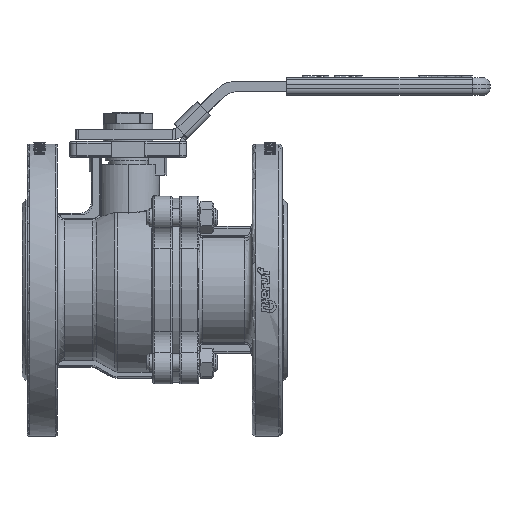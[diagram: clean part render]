
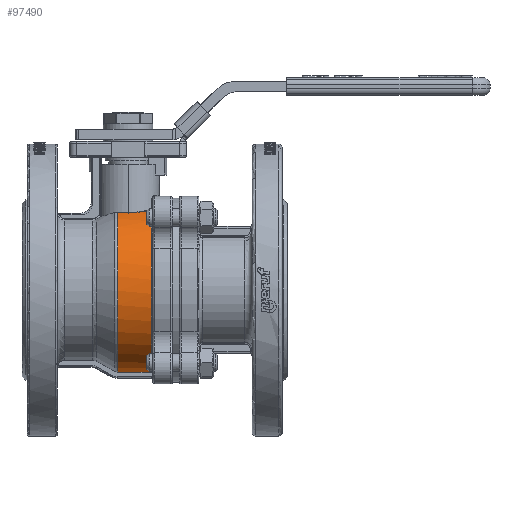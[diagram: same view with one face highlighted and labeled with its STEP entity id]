
A CAD part, front view. The second image highlights one B-rep face of the part: STEP entity #97490.
In plain terms, the highlighted cylindrical face has radius 47 mm (diameter 94 mm), a partial arc.
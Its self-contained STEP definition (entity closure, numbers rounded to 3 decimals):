
#92886=CARTESIAN_POINT('',(-5.986,-16.657,43.949));
#92887=VERTEX_POINT('',#92886);
#92915=CARTESIAN_POINT('',(13.,-12.082,45.421));
#92916=VERTEX_POINT('',#92915);
#92917=CARTESIAN_POINT('',(-5.986,-16.657,43.949));
#92918=CARTESIAN_POINT('',(-4.363,-17.232,43.731));
#92919=CARTESIAN_POINT('',(-2.644,-17.575,43.59));
#92920=CARTESIAN_POINT('',(-0.911,-17.664,43.554));
#92921=CARTESIAN_POINT('',(0.823,-17.753,43.518));
#92922=CARTESIAN_POINT('',(2.572,-17.584,43.589));
#92923=CARTESIAN_POINT('',(4.252,-17.174,43.75));
#92924=CARTESIAN_POINT('',(5.092,-16.97,43.83));
#92925=CARTESIAN_POINT('',(5.915,-16.705,43.933));
#92926=CARTESIAN_POINT('',(6.71,-16.382,44.052));
#92927=CARTESIAN_POINT('',(7.506,-16.06,44.172));
#92928=CARTESIAN_POINT('',(8.276,-15.681,44.309));
#92929=CARTESIAN_POINT('',(9.014,-15.25,44.457));
#92930=CARTESIAN_POINT('',(10.489,-14.388,44.753));
#92931=CARTESIAN_POINT('',(11.835,-13.319,45.091));
#92932=CARTESIAN_POINT('',(13.,-12.082,45.421));
#92933=B_SPLINE_CURVE_WITH_KNOTS('',3,(#92917,#92918,#92919,#92920,#92921,#92922,#92923,#92924,#92925,#92926,#92927,#92928,#92929,#92930,#92931,#92932),.UNSPECIFIED.,.F.,.F.,(4,3,3,3,3,4),(-2.084,-1.563,-1.042,-0.782,-0.521,-0.),.UNSPECIFIED.);
#92934=EDGE_CURVE('',#92887,#92916,#92933,.T.);
#97458=CARTESIAN_POINT('',(25.,0.,-0.));
#97459=DIRECTION('',(-1.,0.,-0.));
#97460=DIRECTION('',(-0.,0.,1.));
#97461=AXIS2_PLACEMENT_3D('',#97458,#97459,#97460);
#97462=CYLINDRICAL_SURFACE('',#97461,47.);
#97463=CARTESIAN_POINT('',(-5.986,-8.,-46.314));
#97464=VERTEX_POINT('',#97463);
#97465=CARTESIAN_POINT('',(-5.986,0.,-0.));
#97466=DIRECTION('',(-1.,0.,-0.));
#97467=DIRECTION('',(-0.,0.,1.));
#97468=AXIS2_PLACEMENT_3D('',#97465,#97466,#97467);
#97469=CIRCLE('',#97468,47.);
#97470=EDGE_CURVE('',#97464,#92887,#97469,.T.);
#97471=ORIENTED_EDGE('',*,*,#97470,.F.);
#97472=CARTESIAN_POINT('',(13.,-8.,-46.314));
#97473=VERTEX_POINT('',#97472);
#97474=CARTESIAN_POINT('',(-5.986,-8.,-46.314));
#97475=DIRECTION('',(1.,-0.,0.));
#97476=VECTOR('',#97475,18.986);
#97477=LINE('',#97474,#97476);
#97478=EDGE_CURVE('',#97464,#97473,#97477,.T.);
#97479=ORIENTED_EDGE('',*,*,#97478,.T.);
#97480=CARTESIAN_POINT('',(13.,0.,-0.));
#97481=DIRECTION('',(1.,-0.,0.));
#97482=DIRECTION('',(-0.,0.,1.));
#97483=AXIS2_PLACEMENT_3D('',#97480,#97481,#97482);
#97484=CIRCLE('',#97483,47.);
#97485=EDGE_CURVE('',#92916,#97473,#97484,.T.);
#97486=ORIENTED_EDGE('',*,*,#97485,.F.);
#97487=ORIENTED_EDGE('',*,*,#92934,.F.);
#97488=EDGE_LOOP('',(#97471,#97479,#97486,#97487));
#97489=FACE_BOUND('',#97488,.T.);
#97490=ADVANCED_FACE('',(#97489),#97462,.T.);
